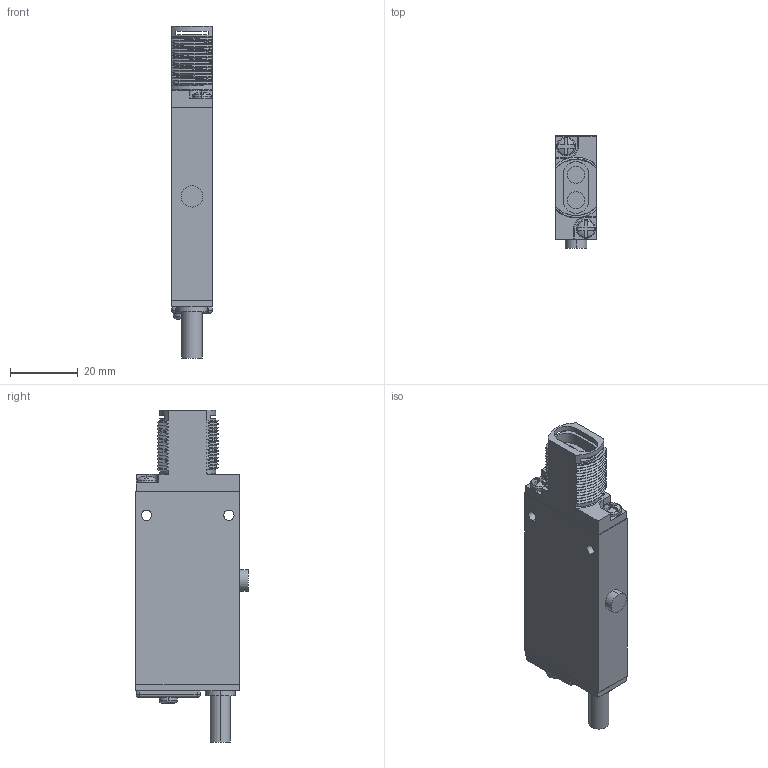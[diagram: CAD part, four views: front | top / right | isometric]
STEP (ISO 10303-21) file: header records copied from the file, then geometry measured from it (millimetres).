
FILE_DESCRIPTION((''),'2;1');
FILE_NAME('155300_SM01_ASM','2025-10-13T10:51:08',('banengservice'),('BANNER ENGINEERING'),'CREO PARAMETRIC BY PTC INC, 2022414','CREO PARAMETRIC BY PTC INC, 2022414','');
FILE_SCHEMA(('CONFIG_CONTROL_DESIGN'));
Products named in the file (3): 155300_EP01; 09460_WEB; 155300_SM01_ASM
Assembly tree (2 placements, depth 2):
  155300_SM01_ASM
    155300_EP01
    09460_WEB
Bounding box: 12.19 x 33.27 x 98.22 mm (x, y, z)
Volume: 28213.1 mm3; surface area: 9370.5 mm2
Topology: 2 solids, 2 shells, 283 faces, 770 edges, 506 vertices
Faces by surface type: bspline 100, cylinder 83, plane 76, torus 10, sphere 8, cone 6
Entity records: 14568 total; most frequent: CARTESIAN_POINT 7998, ORIENTED_EDGE 1540, DIRECTION 1044, EDGE_CURVE 770, VERTEX_POINT 506, AXIS2_PLACEMENT_3D 360, VECTOR 324, LINE 324
